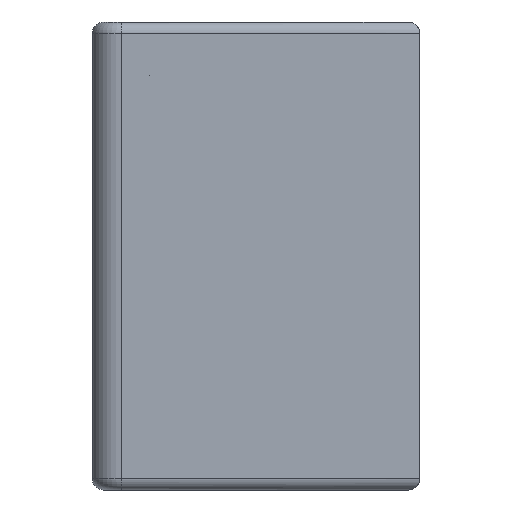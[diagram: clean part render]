
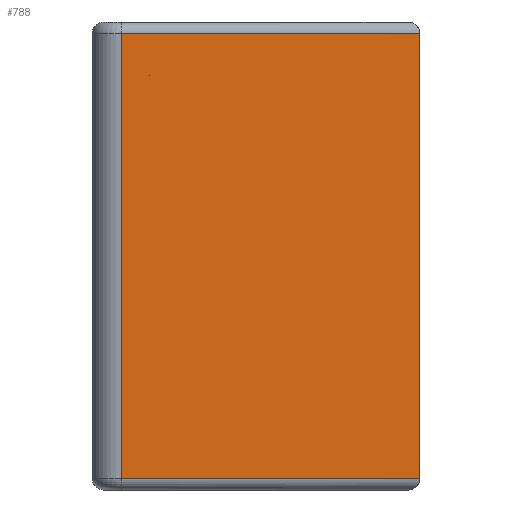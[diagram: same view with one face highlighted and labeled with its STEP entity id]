
A CAD part, front view. The second image highlights one B-rep face of the part: STEP entity #788.
In plain terms, the highlighted planar face has unit normal (0, -1, 0).
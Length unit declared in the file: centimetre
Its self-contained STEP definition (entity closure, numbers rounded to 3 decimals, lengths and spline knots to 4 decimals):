
#113=PLANE('',#887);
#166=VECTOR('',#1034,1.);
#167=VECTOR('',#1044,1.);
#172=VECTOR('',#1079,1.);
#173=VECTOR('',#1081,1.);
#212=LINE('',#1255,#166);
#213=LINE('',#1263,#167);
#218=LINE('',#1291,#172);
#219=LINE('',#1293,#173);
#264=VERTEX_POINT('',#1234);
#268=VERTEX_POINT('',#1250);
#269=VERTEX_POINT('',#1254);
#271=VERTEX_POINT('',#1262);
#405=EDGE_CURVE('',#269,#268,#212,.T.);
#409=EDGE_CURVE('',#264,#271,#213,.T.);
#423=EDGE_CURVE('',#271,#269,#218,.T.);
#424=EDGE_CURVE('',#264,#268,#219,.T.);
#612=ORIENTED_EDGE('',*,*,#405,.F.);
#613=ORIENTED_EDGE('',*,*,#423,.F.);
#614=ORIENTED_EDGE('',*,*,#409,.F.);
#615=ORIENTED_EDGE('',*,*,#424,.T.);
#686=EDGE_LOOP('',(#612,#613,#614,#615));
#742=FACE_BOUND('',#686,.T.);
#788=ADVANCED_FACE('',(#742),#113,.T.);
#887=AXIS2_PLACEMENT_3D('',#1315,#1108,$);
#1034=DIRECTION('',(1.,0.,0.));
#1044=DIRECTION('',(-1.,0.,0.));
#1079=DIRECTION('',(0.,0.,1.));
#1081=DIRECTION('',(0.,0.,1.));
#1108=DIRECTION('',(0.,-1.,0.));
#1234=CARTESIAN_POINT('',(0.,0.,0.1));
#1250=CARTESIAN_POINT('',(0.,0.,3.9));
#1254=CARTESIAN_POINT('',(-2.55,0.,3.9));
#1255=CARTESIAN_POINT('',(-1.2798,0.,3.9));
#1262=CARTESIAN_POINT('',(-2.55,0.,0.1));
#1263=CARTESIAN_POINT('',(-1.2798,0.,0.1));
#1291=CARTESIAN_POINT('',(-2.55,0.,0.));
#1293=CARTESIAN_POINT('',(0.,0.,0.));
#1315=CARTESIAN_POINT('',(-1.4,0.,0.));
